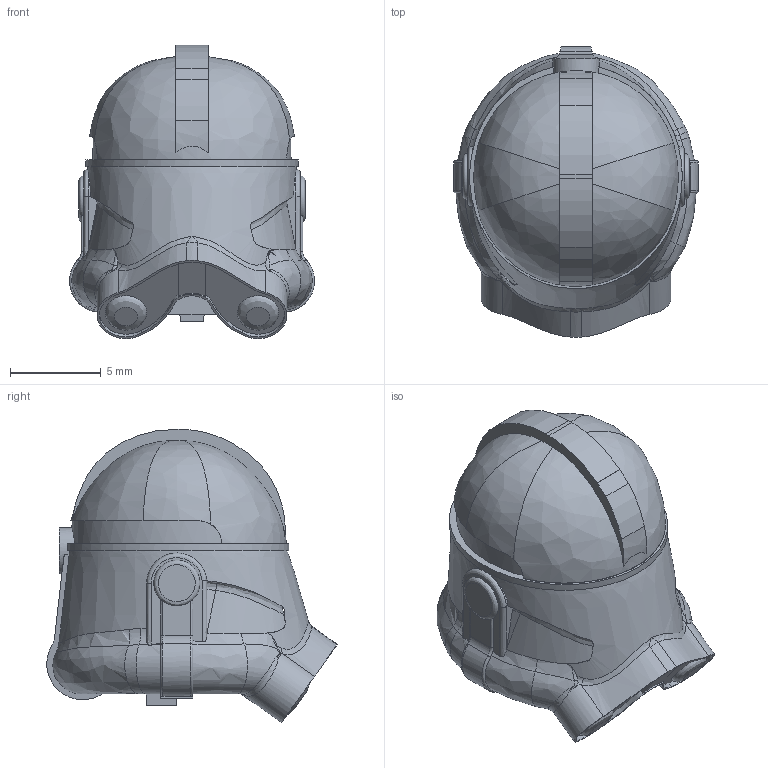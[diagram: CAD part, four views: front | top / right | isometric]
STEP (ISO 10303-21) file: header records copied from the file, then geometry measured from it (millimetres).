
FILE_DESCRIPTION(/* description */ ('STEP AP242','CAx-IF Rec.Pracs.---Representation and Presentation of Product Manufacturing Information (PMI)---4.0---2014-10-13','CAx-IF Rec.Pracs.---3D Tessellated Geometry---0.4---2014-09-14','2;1'),/* implementation_level */ '2;1');
FILE_NAME(/* name */ '667583b9ccfebf7622de1689',/* time_stamp */ '2024-06-21T13:44:25Z',/* author */ (''),/* organization */ (''),/* preprocessor_version */ 'ST-DEVELOPER v20',/* originating_system */ ' ',/* authorisation */ ' ');
FILE_SCHEMA (('AP242_MANAGED_MODEL_BASED_3D_ENGINEERING_MIM_LF { 1 0 10303 442 1 1 4 }'));
Length unit declared in the file: metre
Products named in the file (1): p2 clone helm
Bounding box: 13.47 x 15.98 x 16.13 mm (x, y, z)
Volume: 1446 mm3; surface area: 892.1 mm2
Topology: 1 solids, 1 shells, 166 faces, 459 edges, 293 vertices
Faces by surface type: bspline 91, plane 55, cylinder 20
Full cylindrical faces by diameter (mm): 2.54 x1
Entity records: 9733 total; most frequent: CARTESIAN_POINT 6421, ORIENTED_EDGE 892, EDGE_CURVE 446, DIRECTION 320, B_SPLINE_CURVE_WITH_KNOTS 308, VERTEX_POINT 288, EDGE_LOOP 174, FACE_BOUND 174
